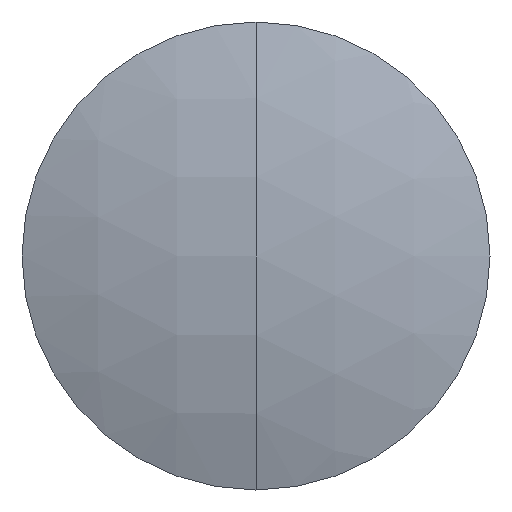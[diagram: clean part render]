
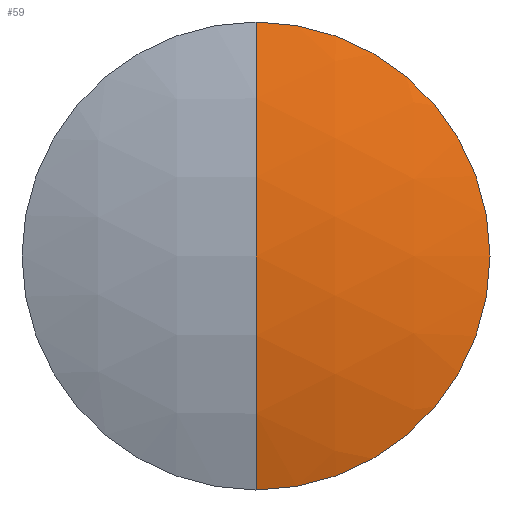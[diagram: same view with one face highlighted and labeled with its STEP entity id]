
A CAD part, left-side view. The second image highlights one B-rep face of the part: STEP entity #59.
In plain terms, the highlighted spherical face has radius 38.7 mm.
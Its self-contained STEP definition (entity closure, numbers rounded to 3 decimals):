
#1 = DIRECTION ( 'NONE',  ( 0., -1., 0. ) ) ;
#14 = FACE_OUTER_BOUND ( 'NONE', #191, .T. ) ;
#32 = ORIENTED_EDGE ( 'NONE', *, *, #226, .F. ) ;
#40 = AXIS2_PLACEMENT_3D ( 'NONE', #155, #326, #90 ) ;
#59 = ADVANCED_FACE ( 'NONE', ( #14 ), #87, .T. ) ;
#68 = CARTESIAN_POINT ( 'NONE',  ( 337.665, 0., 0. ) ) ;
#84 = AXIS2_PLACEMENT_3D ( 'NONE', #154, #117, #283 ) ;
#87 = SPHERICAL_SURFACE ( 'NONE', #321, 38.7 ) ;
#90 = DIRECTION ( 'NONE',  ( 0., 0., 1. ) ) ;
#96 = DIRECTION ( 'NONE',  ( 0., -1., 0. ) ) ;
#97 = VERTEX_POINT ( 'NONE', #258 ) ;
#98 = VERTEX_POINT ( 'NONE', #292 ) ;
#117 = DIRECTION ( 'NONE',  ( -1., 0., 0. ) ) ;
#152 = DIRECTION ( 'NONE',  ( 0., 0., -1. ) ) ;
#154 = CARTESIAN_POINT ( 'NONE',  ( 301.108, 0., 0. ) ) ;
#155 = CARTESIAN_POINT ( 'NONE',  ( 337.665, 0., 0. ) ) ;
#173 = ORIENTED_EDGE ( 'NONE', *, *, #204, .T. ) ;
#191 = EDGE_LOOP ( 'NONE', ( #173, #274, #32 ) ) ;
#204 = EDGE_CURVE ( 'NONE', #250, #97, #270, .T. ) ;
#222 = CARTESIAN_POINT ( 'NONE',  ( 337.665, 0., 0. ) ) ;
#223 = AXIS2_PLACEMENT_3D ( 'NONE', #222, #1, #304 ) ;
#224 = CIRCLE ( 'NONE', #223, 38.7 ) ;
#226 = EDGE_CURVE ( 'NONE', #250, #98, #259, .T. ) ;
#228 = CARTESIAN_POINT ( 'NONE',  ( 301.108, 0., -12.7 ) ) ;
#250 = VERTEX_POINT ( 'NONE', #228 ) ;
#258 = CARTESIAN_POINT ( 'NONE',  ( 301.108, 0., 12.7 ) ) ;
#259 = CIRCLE ( 'NONE', #40, 38.7 ) ;
#270 = CIRCLE ( 'NONE', #84, 12.7 ) ;
#274 = ORIENTED_EDGE ( 'NONE', *, *, #342, .T. ) ;
#283 = DIRECTION ( 'NONE',  ( 0., 0., 1. ) ) ;
#292 = CARTESIAN_POINT ( 'NONE',  ( 298.965, 0., 0. ) ) ;
#304 = DIRECTION ( 'NONE',  ( 0., 0., -1. ) ) ;
#321 = AXIS2_PLACEMENT_3D ( 'NONE', #68, #96, #152 ) ;
#326 = DIRECTION ( 'NONE',  ( 0., 1., 0. ) ) ;
#342 = EDGE_CURVE ( 'NONE', #97, #98, #224, .T. ) ;
